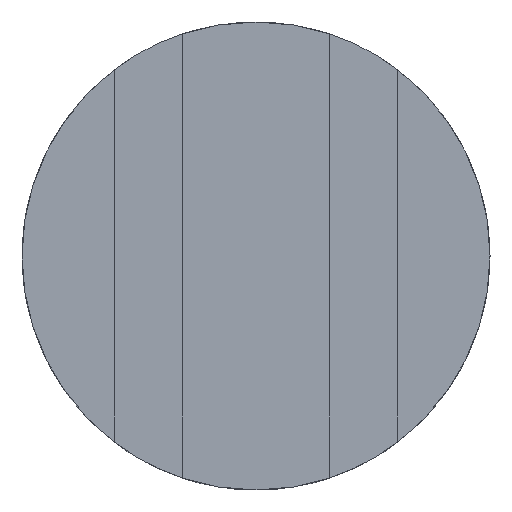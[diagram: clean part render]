
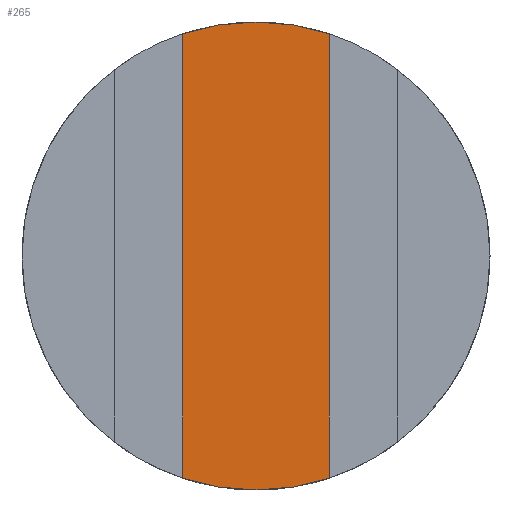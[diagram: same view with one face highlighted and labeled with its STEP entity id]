
A CAD part, top view. The second image highlights one B-rep face of the part: STEP entity #265.
In plain terms, the highlighted planar face has unit normal (0, 0, 1).
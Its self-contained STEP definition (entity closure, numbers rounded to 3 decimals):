
#14 = CARTESIAN_POINT ( 'NONE',  ( 3.988, 12.058, 4.242 ) ) ;
#41 = DIRECTION ( 'NONE',  ( 0., 0., 1. ) ) ;
#43 = DIRECTION ( 'NONE',  ( 1., 0., 0. ) ) ;
#95 = EDGE_CURVE ( 'NONE', #661, #491, #395, .T. ) ;
#117 = DIRECTION ( 'NONE',  ( 1., 0., 0. ) ) ;
#120 = ORIENTED_EDGE ( 'NONE', *, *, #95, .T. ) ;
#121 = ORIENTED_EDGE ( 'NONE', *, *, #300, .T. ) ;
#123 = DIRECTION ( 'NONE',  ( 0., 0., 1. ) ) ;
#131 = ORIENTED_EDGE ( 'NONE', *, *, #347, .T. ) ;
#141 = ORIENTED_EDGE ( 'NONE', *, *, #338, .F. ) ;
#157 = CARTESIAN_POINT ( 'NONE',  ( 0., 0., 4.242 ) ) ;
#176 = PLANE ( 'NONE',  #331 ) ;
#243 = VECTOR ( 'NONE', #424, 1000. ) ;
#265 = ADVANCED_FACE ( 'NONE', ( #349 ), #176, .T. ) ;
#279 = LINE ( 'NONE', #368, #243 ) ;
#300 = EDGE_CURVE ( 'NONE', #491, #454, #309, .T. ) ;
#309 = LINE ( 'NONE', #426, #324 ) ;
#323 = CIRCLE ( 'NONE', #487, 12.7 ) ;
#324 = VECTOR ( 'NONE', #418, 1000. ) ;
#331 = AXIS2_PLACEMENT_3D ( 'NONE', #662, #41, #43 ) ;
#338 = EDGE_CURVE ( 'NONE', #661, #550, #279, .T. ) ;
#347 = EDGE_CURVE ( 'NONE', #454, #550, #323, .T. ) ;
#349 = FACE_OUTER_BOUND ( 'NONE', #500, .T. ) ;
#368 = CARTESIAN_POINT ( 'NONE',  ( 3.988, -12.058, 4.242 ) ) ;
#395 = CIRCLE ( 'NONE', #665, 12.7 ) ;
#418 = DIRECTION ( 'NONE',  ( 0., -1., 0. ) ) ;
#424 = DIRECTION ( 'NONE',  ( 0., -1., 0. ) ) ;
#426 = CARTESIAN_POINT ( 'NONE',  ( -3.988, 12.058, 4.242 ) ) ;
#438 = CARTESIAN_POINT ( 'NONE',  ( 0., 0., 4.242 ) ) ;
#442 = DIRECTION ( 'NONE',  ( 0., 0., 1. ) ) ;
#444 = DIRECTION ( 'NONE',  ( 1., 0., 0. ) ) ;
#454 = VERTEX_POINT ( 'NONE', #569 ) ;
#487 = AXIS2_PLACEMENT_3D ( 'NONE', #438, #442, #444 ) ;
#491 = VERTEX_POINT ( 'NONE', #516 ) ;
#500 = EDGE_LOOP ( 'NONE', ( #131, #141, #120, #121 ) ) ;
#516 = CARTESIAN_POINT ( 'NONE',  ( -3.988, 12.058, 4.242 ) ) ;
#550 = VERTEX_POINT ( 'NONE', #647 ) ;
#569 = CARTESIAN_POINT ( 'NONE',  ( -3.988, -12.058, 4.242 ) ) ;
#647 = CARTESIAN_POINT ( 'NONE',  ( 3.988, -12.058, 4.242 ) ) ;
#661 = VERTEX_POINT ( 'NONE', #14 ) ;
#662 = CARTESIAN_POINT ( 'NONE',  ( 0., 0., 4.242 ) ) ;
#665 = AXIS2_PLACEMENT_3D ( 'NONE', #157, #123, #117 ) ;
